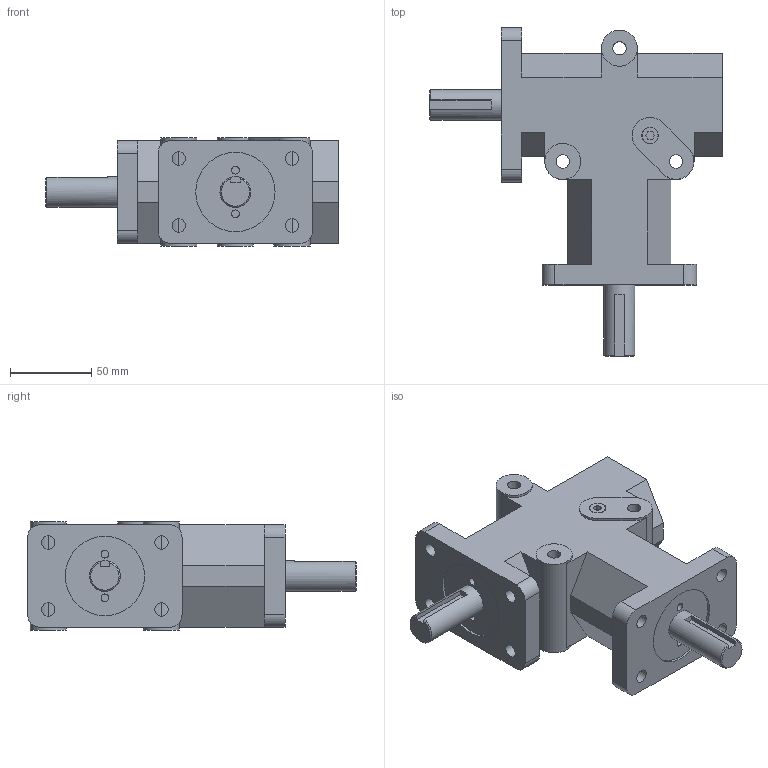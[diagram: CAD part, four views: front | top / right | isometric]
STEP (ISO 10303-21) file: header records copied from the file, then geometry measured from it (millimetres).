
FILE_DESCRIPTION(/* description */ (''),/* implementation_level */ '2;1');
FILE_NAME(/* name */ '43.step',/* time_stamp */ '2021-01-25T10:30:23-05:00',/* author */ (''),/* organization */ (''),/* preprocessor_version */ 'ST-DEVELOPER v18.1',/* originating_system */ 'Autodesk Translation Framework v9.7.1.1290',/* authorisation */ '');
FILE_SCHEMA (('AUTOMOTIVE_DESIGN { 1 0 10303 214 3 1 1 }'));
Length unit declared in the file: millimetre
Products named in the file (1): (Unsaved)
Bounding box: 180.53 x 202.75 x 66.67 mm (x, y, z)
Volume: 874224.8 mm3; surface area: 86200 mm2
Topology: 1 solids, 1 shells, 110 faces, 280 edges, 185 vertices
Faces by surface type: plane 72, cylinder 35, cone 3
Full cylindrical faces by diameter (mm): 4.763 x6, 8.319 x11, 10.16 x1, 19 x2, 22.225 x3, 48.92 x3
Entity records: 3402 total; most frequent: CARTESIAN_POINT 584, DIRECTION 583, ORIENTED_EDGE 560, EDGE_CURVE 280, AXIS2_PLACEMENT_3D 196, LINE 191, VECTOR 191, VERTEX_POINT 185
